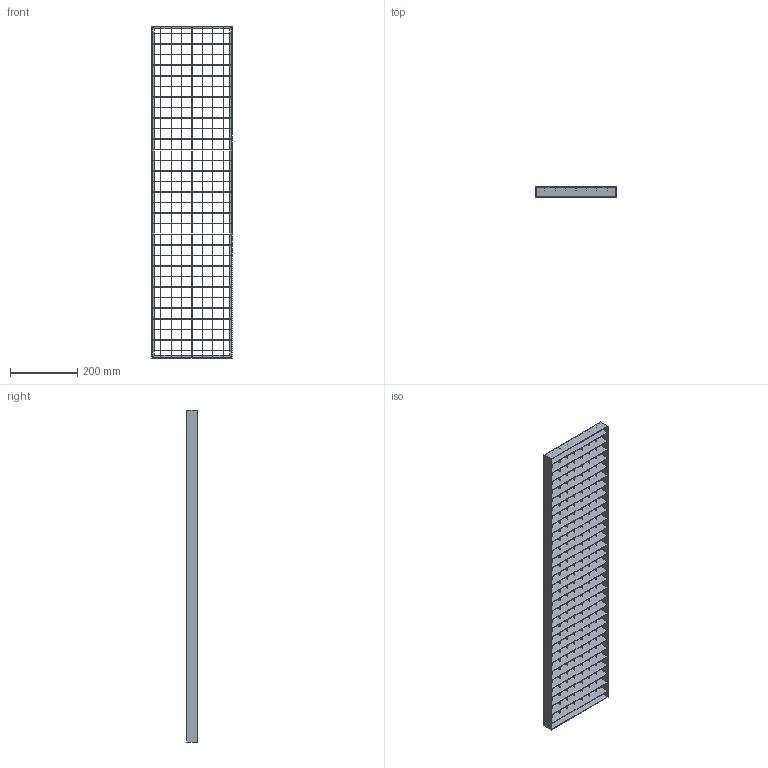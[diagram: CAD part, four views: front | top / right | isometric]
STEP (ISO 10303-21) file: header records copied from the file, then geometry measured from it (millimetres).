
FILE_DESCRIPTION (( 'STEP AP203' ), '1' );
FILE_NAME ('23-24993030-7.step', '2015-08-26T22:52:03', ( '' ), ( '' ), 'SwSTEP 2.0', 'SolidWorks 2015', '' );
FILE_SCHEMA (( 'CONFIG_CONTROL_DESIGN' ));
Length unit declared in the file: millimetre
Products named in the file (1): 23-24993030-7
Bounding box: 240 x 30 x 990 mm (x, y, z)
Volume: 569861 mm3; surface area: 781085 mm2
Topology: 1 solids, 1 shells, 968 faces, 3560 edges, 2368 vertices
Faces by surface type: plane 968
Entity records: 38062 total; most frequent: ORIENTED_EDGE 7120, CARTESIAN_POINT 6912, DIRECTION 5493, EDGE_CURVE 3560, LINE 3555, VECTOR 3555, VERTEX_POINT 2368, EDGE_LOOP 1254
